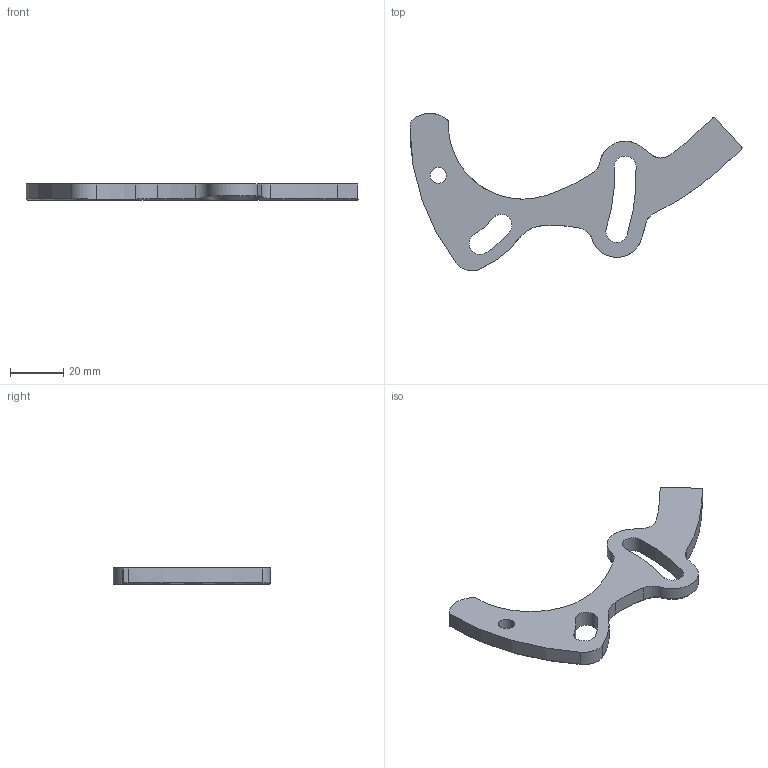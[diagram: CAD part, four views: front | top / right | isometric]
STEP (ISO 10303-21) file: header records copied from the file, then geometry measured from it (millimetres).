
FILE_DESCRIPTION (( 'STEP AP214' ), '1' );
FILE_NAME ('DSX090L.STEP', '2025-08-11T21:18:01', ( '' ), ( '' ), 'SwSTEP 2.0', 'SolidWorks 2023', '' );
FILE_SCHEMA (( 'AUTOMOTIVE_DESIGN' ));
Length unit declared in the file: inch
Products named in the file (1): DSX090L
Bounding box: 124.16 x 58.84 x 5.99 mm (x, y, z)
Volume: 15898.6 mm3; surface area: 8179.2 mm2
Topology: 1 solids, 1 shells, 62 faces, 174 edges, 114 vertices
Faces by surface type: cylinder 36, cone 16, plane 8, bspline 2
Entity records: 2276 total; most frequent: CARTESIAN_POINT 629, ORIENTED_EDGE 348, DIRECTION 343, EDGE_CURVE 174, AXIS2_PLACEMENT_3D 138, VERTEX_POINT 114, CIRCLE 77, EDGE_LOOP 68
